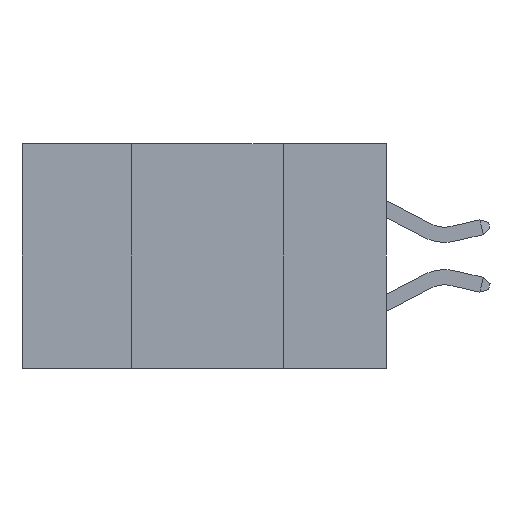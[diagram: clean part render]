
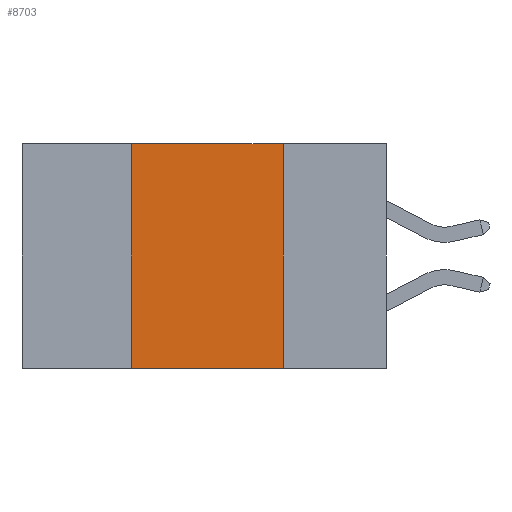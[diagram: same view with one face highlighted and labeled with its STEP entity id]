
A CAD part, left-side view. The second image highlights one B-rep face of the part: STEP entity #8703.
In plain terms, the highlighted planar face has unit normal (-1, 0, 0).
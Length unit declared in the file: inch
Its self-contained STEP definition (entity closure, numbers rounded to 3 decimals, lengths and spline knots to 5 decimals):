
#2418 = VERTEX_POINT ( 'NONE', #18639 ) ;
#2708 = EDGE_LOOP ( 'NONE', ( #10274, #8771, #5653, #13577 ) ) ;
#4077 = CARTESIAN_POINT ( 'NONE',  ( 0., 0.6, 0. ) ) ;
#4403 = DIRECTION ( 'NONE',  ( 0., 0., 1. ) ) ;
#4412 = FACE_OUTER_BOUND ( 'NONE', #2708, .T. ) ;
#5368 = PLANE ( 'NONE',  #12247 ) ;
#5653 = ORIENTED_EDGE ( 'NONE', *, *, #14298, .F. ) ;
#5707 = DIRECTION ( 'NONE',  ( 0., -1., 0. ) ) ;
#6095 = LINE ( 'NONE', #4077, #14337 ) ;
#6900 = EDGE_CURVE ( 'NONE', #19462, #12069, #6095, .T. ) ;
#7177 = CARTESIAN_POINT ( 'NONE',  ( 0., 0.42, 0. ) ) ;
#7696 = CARTESIAN_POINT ( 'NONE',  ( 0., 0.42, 0. ) ) ;
#8533 = CARTESIAN_POINT ( 'NONE',  ( 0., 0.17, 0. ) ) ;
#8703 = ADVANCED_FACE ( 'NONE', ( #4412 ), #5368, .F. ) ;
#8771 = ORIENTED_EDGE ( 'NONE', *, *, #6900, .F. ) ;
#8953 = DIRECTION ( 'NONE',  ( 0., 0., -1. ) ) ;
#9788 = LINE ( 'NONE', #9962, #21438 ) ;
#9962 = CARTESIAN_POINT ( 'NONE',  ( 0., 0.17, 0. ) ) ;
#10274 = ORIENTED_EDGE ( 'NONE', *, *, #13803, .F. ) ;
#10662 = DIRECTION ( 'NONE',  ( 0., -1., 0. ) ) ;
#11642 = VECTOR ( 'NONE', #4403, 39.37008 ) ;
#11999 = VERTEX_POINT ( 'NONE', #19717 ) ;
#12069 = VERTEX_POINT ( 'NONE', #8533 ) ;
#12247 = AXIS2_PLACEMENT_3D ( 'NONE', #17405, #17114, #8953 ) ;
#12664 = VECTOR ( 'NONE', #10662, 39.37008 ) ;
#13193 = LINE ( 'NONE', #17184, #12664 ) ;
#13577 = ORIENTED_EDGE ( 'NONE', *, *, #14700, .T. ) ;
#13803 = EDGE_CURVE ( 'NONE', #12069, #2418, #9788, .T. ) ;
#14298 = EDGE_CURVE ( 'NONE', #11999, #19462, #16151, .T. ) ;
#14337 = VECTOR ( 'NONE', #5707, 39.37008 ) ;
#14700 = EDGE_CURVE ( 'NONE', #11999, #2418, #13193, .T. ) ;
#16151 = LINE ( 'NONE', #7696, #11642 ) ;
#16770 = DIRECTION ( 'NONE',  ( 0., 0., -1. ) ) ;
#17114 = DIRECTION ( 'NONE',  ( 1., 0., 0. ) ) ;
#17184 = CARTESIAN_POINT ( 'NONE',  ( 0., 0.6, -0.37 ) ) ;
#17405 = CARTESIAN_POINT ( 'NONE',  ( 0., 0.6, 0. ) ) ;
#18639 = CARTESIAN_POINT ( 'NONE',  ( 0., 0.17, -0.37 ) ) ;
#19462 = VERTEX_POINT ( 'NONE', #7177 ) ;
#19717 = CARTESIAN_POINT ( 'NONE',  ( 0., 0.42, -0.37 ) ) ;
#21438 = VECTOR ( 'NONE', #16770, 39.37008 ) ;
